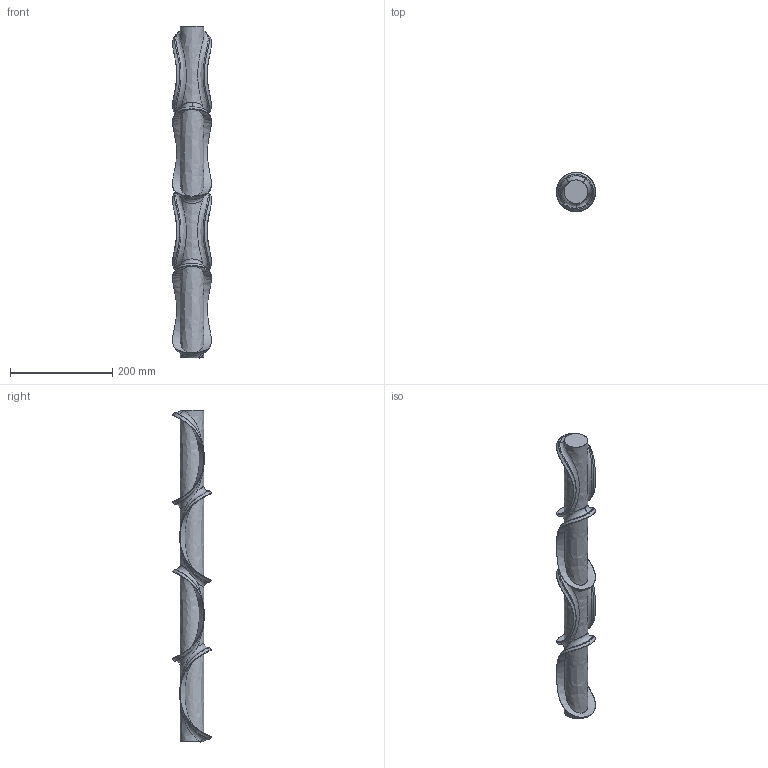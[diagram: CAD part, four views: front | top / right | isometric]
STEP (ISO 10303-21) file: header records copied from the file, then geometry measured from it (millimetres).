
FILE_DESCRIPTION((''),'2;1');
FILE_NAME('RODILLO 65CM X 17CM SERV.STP','2025-08-21T10:38:40',(''),(''),'STEP Write','Mastercam X5 ... CNC Software, Inc.','');
FILE_SCHEMA(('AUTOMOTIVE_DESIGN'));
Length unit declared in the file: millimetre
Products named in the file (1): None
Bounding box: 76.19 x 76.2 x 650 mm (x, y, z)
Surface area: 153450.7 mm2 (no closed solid volume)
Topology: 0 solids, 34 shells, 34 faces, 178 edges, 208 vertices
Faces by surface type: bspline 34
Entity records: 44650 total; most frequent: CARTESIAN_POINT 43524, STYLED_ITEM 262, B_SPLINE_CURVE_WITH_KNOTS 142, ORIENTED_EDGE 128, EDGE_CURVE 116, VERTEX_POINT 100, DIRECTION 48, EDGE_LOOP 38
